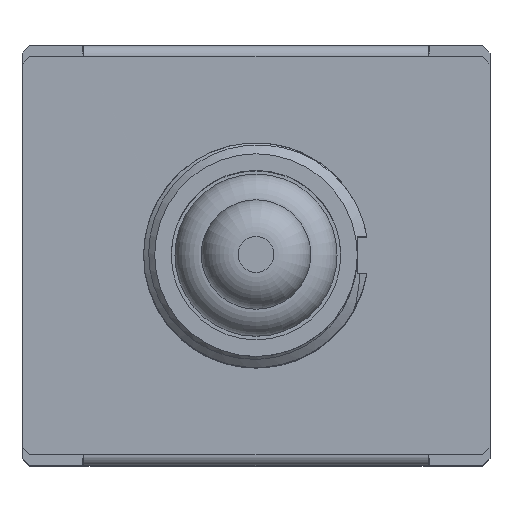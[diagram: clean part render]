
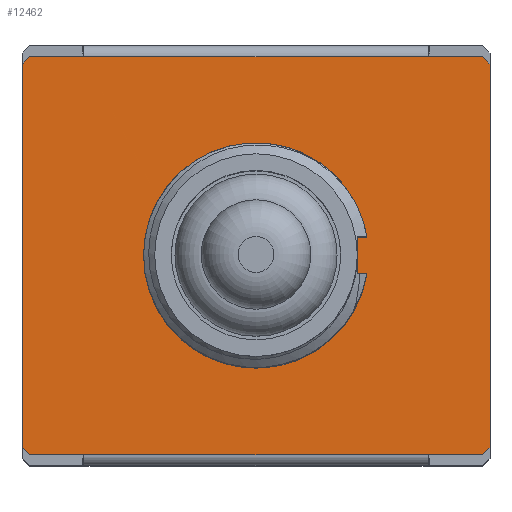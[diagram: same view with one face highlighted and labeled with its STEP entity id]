
A CAD part, top view. The second image highlights one B-rep face of the part: STEP entity #12462.
In plain terms, the highlighted planar face has unit normal (0, 0, 1).
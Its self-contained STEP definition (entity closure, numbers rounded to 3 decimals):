
#538=B_SPLINE_CURVE_WITH_KNOTS('',3,(#19881,#19882,#19883,#19884),
 .UNSPECIFIED.,.F.,.F.,(4,4),(0.,1.),.UNSPECIFIED.);
#830=PLANE('',#13097);
#1326=LINE('',#16615,#2029);
#1329=LINE('',#16627,#2032);
#1331=LINE('',#16631,#2034);
#1336=LINE('',#16694,#2039);
#1340=LINE('',#16703,#2043);
#1344=LINE('',#16712,#2047);
#1348=LINE('',#16721,#2051);
#1528=LINE('',#19846,#2231);
#1541=LINE('',#19870,#2244);
#1542=LINE('',#19872,#2245);
#1544=LINE('',#19875,#2247);
#1545=LINE('',#19876,#2248);
#1546=LINE('',#19877,#2249);
#1547=LINE('',#19878,#2250);
#1548=LINE('',#19879,#2251);
#2029=VECTOR('',#14178,1000.);
#2032=VECTOR('',#14183,1000.);
#2034=VECTOR('',#14187,1000.);
#2039=VECTOR('',#14200,1000.);
#2043=VECTOR('',#14206,1000.);
#2047=VECTOR('',#14212,1000.);
#2051=VECTOR('',#14218,1000.);
#2231=VECTOR('',#14780,1000.);
#2244=VECTOR('',#14803,1000.);
#2245=VECTOR('',#14806,1000.);
#2247=VECTOR('',#14810,1000.);
#2248=VECTOR('',#14811,1000.);
#2249=VECTOR('',#14812,1000.);
#2250=VECTOR('',#14813,1000.);
#2251=VECTOR('',#14814,1000.);
#4178=ORIENTED_EDGE('',*,*,#6081,.F.);
#4179=ORIENTED_EDGE('',*,*,#5563,.F.);
#4180=ORIENTED_EDGE('',*,*,#6079,.F.);
#4181=ORIENTED_EDGE('',*,*,#6064,.F.);
#4182=ORIENTED_EDGE('',*,*,#6078,.F.);
#4183=ORIENTED_EDGE('',*,*,#5555,.F.);
#4184=ORIENTED_EDGE('',*,*,#6082,.F.);
#4185=ORIENTED_EDGE('',*,*,#5551,.F.);
#4186=ORIENTED_EDGE('',*,*,#6083,.F.);
#4187=ORIENTED_EDGE('',*,*,#6084,.T.);
#4188=ORIENTED_EDGE('',*,*,#6085,.F.);
#4189=ORIENTED_EDGE('',*,*,#5559,.F.);
#4190=ORIENTED_EDGE('',*,*,#6086,.T.);
#4191=ORIENTED_EDGE('',*,*,#5529,.F.);
#4192=ORIENTED_EDGE('',*,*,#5535,.T.);
#4193=ORIENTED_EDGE('',*,*,#5533,.T.);
#4194=ORIENTED_EDGE('',*,*,#6061,.T.);
#4195=ORIENTED_EDGE('',*,*,#6087,.T.);
#5529=EDGE_CURVE('',#6643,#6644,#1326,.T.);
#5533=EDGE_CURVE('',#6648,#6647,#1329,.T.);
#5535=EDGE_CURVE('',#6643,#6648,#1331,.T.);
#5551=EDGE_CURVE('',#6659,#6660,#1336,.T.);
#5555=EDGE_CURVE('',#6663,#6664,#1340,.T.);
#5559=EDGE_CURVE('',#6667,#6668,#1344,.T.);
#5563=EDGE_CURVE('',#6671,#6672,#1348,.T.);
#6061=EDGE_CURVE('',#6647,#7025,#7171,.T.);
#6064=EDGE_CURVE('',#7028,#7029,#1528,.T.);
#6078=EDGE_CURVE('',#6664,#7028,#1541,.T.);
#6079=EDGE_CURVE('',#7029,#6671,#1542,.T.);
#6081=EDGE_CURVE('',#6672,#6667,#1544,.T.);
#6082=EDGE_CURVE('',#6660,#6663,#1545,.T.);
#6083=EDGE_CURVE('',#6522,#6659,#1546,.T.);
#6084=EDGE_CURVE('',#6522,#6513,#1547,.T.);
#6085=EDGE_CURVE('',#6668,#6513,#1548,.T.);
#6086=EDGE_CURVE('',#7021,#6644,#7175,.T.);
#6087=EDGE_CURVE('',#7025,#7021,#538,.T.);
#6513=VERTEX_POINT('',#15960);
#6522=VERTEX_POINT('',#15979);
#6643=VERTEX_POINT('',#16614);
#6644=VERTEX_POINT('',#16616);
#6647=VERTEX_POINT('',#16626);
#6648=VERTEX_POINT('',#16628);
#6659=VERTEX_POINT('',#16695);
#6660=VERTEX_POINT('',#16696);
#6663=VERTEX_POINT('',#16704);
#6664=VERTEX_POINT('',#16705);
#6667=VERTEX_POINT('',#16713);
#6668=VERTEX_POINT('',#16714);
#6671=VERTEX_POINT('',#16722);
#6672=VERTEX_POINT('',#16723);
#7021=VERTEX_POINT('',#19073);
#7025=VERTEX_POINT('',#19837);
#7028=VERTEX_POINT('',#19845);
#7029=VERTEX_POINT('',#19847);
#7171=CIRCLE('',#13086,3.05);
#7175=CIRCLE('',#13098,3.05);
#7621=EDGE_LOOP('',(#4178,#4179,#4180,#4181,#4182,#4183,#4184,#4185,#4186,
#4187,#4188,#4189));
#7622=EDGE_LOOP('',(#4190,#4191,#4192,#4193,#4194,#4195));
#8203=FACE_BOUND('',#7621,.T.);
#8204=FACE_BOUND('',#7622,.T.);
#12462=ADVANCED_FACE('',(#8203,#8204),#830,.F.);
#13086=AXIS2_PLACEMENT_3D('',#19838,#14770,#14771);
#13097=AXIS2_PLACEMENT_3D('',#19874,#14808,#14809);
#13098=AXIS2_PLACEMENT_3D('',#19880,#14815,#14816);
#14178=DIRECTION('',(1.,0.,0.));
#14183=DIRECTION('',(1.,0.,0.));
#14187=DIRECTION('',(0.,-1.,0.));
#14200=DIRECTION('',(-0.707,0.707,0.));
#14206=DIRECTION('',(0.707,0.707,0.));
#14212=DIRECTION('',(-0.707,-0.707,0.));
#14218=DIRECTION('',(0.707,-0.707,0.));
#14770=DIRECTION('',(0.,0.,-1.));
#14771=DIRECTION('',(1.,0.,0.));
#14780=DIRECTION('',(1.,0.,0.));
#14803=DIRECTION('',(1.,0.,0.));
#14806=DIRECTION('',(1.,0.,0.));
#14808=DIRECTION('',(0.,0.,-1.));
#14809=DIRECTION('',(-1.,0.,0.));
#14810=DIRECTION('',(0.,-1.,0.));
#14811=DIRECTION('',(0.,1.,0.));
#14812=DIRECTION('',(-1.,0.,0.));
#14813=DIRECTION('',(1.,0.,0.));
#14814=DIRECTION('',(-1.,0.,0.));
#14815=DIRECTION('',(0.,0.,-1.));
#14816=DIRECTION('',(1.,0.,0.));
#15960=CARTESIAN_POINT('',(4.675,-5.4,4.7));
#15979=CARTESIAN_POINT('',(-4.675,-5.4,4.7));
#16614=CARTESIAN_POINT('',(2.75,0.5,4.7));
#16615=CARTESIAN_POINT('',(2.75,0.5,4.7));
#16616=CARTESIAN_POINT('',(3.009,0.5,4.7));
#16626=CARTESIAN_POINT('',(3.009,-0.5,4.7));
#16627=CARTESIAN_POINT('',(2.75,-0.5,4.7));
#16628=CARTESIAN_POINT('',(2.75,-0.5,4.7));
#16631=CARTESIAN_POINT('',(2.75,0.5,4.7));
#16694=CARTESIAN_POINT('',(-6.15,-5.4,4.7));
#16695=CARTESIAN_POINT('',(-6.15,-5.4,4.7));
#16696=CARTESIAN_POINT('',(-6.35,-5.2,4.7));
#16703=CARTESIAN_POINT('',(-6.35,5.2,4.7));
#16704=CARTESIAN_POINT('',(-6.35,5.2,4.7));
#16705=CARTESIAN_POINT('',(-6.15,5.4,4.7));
#16712=CARTESIAN_POINT('',(6.35,-5.2,4.7));
#16713=CARTESIAN_POINT('',(6.35,-5.2,4.7));
#16714=CARTESIAN_POINT('',(6.15,-5.4,4.7));
#16721=CARTESIAN_POINT('',(6.15,5.4,4.7));
#16722=CARTESIAN_POINT('',(6.15,5.4,4.7));
#16723=CARTESIAN_POINT('',(6.35,5.2,4.7));
#19073=CARTESIAN_POINT('',(-2.641,1.525,4.7));
#19837=CARTESIAN_POINT('',(-2.646,1.517,4.7));
#19838=CARTESIAN_POINT('',(0.,0.,4.7));
#19845=CARTESIAN_POINT('',(-4.675,5.4,4.7));
#19846=CARTESIAN_POINT('',(-6.35,5.4,4.7));
#19847=CARTESIAN_POINT('',(4.675,5.4,4.7));
#19870=CARTESIAN_POINT('',(-6.35,5.4,4.7));
#19872=CARTESIAN_POINT('',(-6.35,5.4,4.7));
#19874=CARTESIAN_POINT('',(0.,0.,4.7));
#19875=CARTESIAN_POINT('',(6.35,5.4,4.7));
#19876=CARTESIAN_POINT('',(-6.35,-5.4,4.7));
#19877=CARTESIAN_POINT('',(6.35,-5.4,4.7));
#19878=CARTESIAN_POINT('',(-4.675,-5.4,4.7));
#19879=CARTESIAN_POINT('',(6.35,-5.4,4.7));
#19880=CARTESIAN_POINT('',(0.,0.,4.7));
#19881=CARTESIAN_POINT('',(-2.646,1.517,4.7));
#19882=CARTESIAN_POINT('',(-2.644,1.52,4.7));
#19883=CARTESIAN_POINT('',(-2.643,1.522,4.7));
#19884=CARTESIAN_POINT('',(-2.641,1.525,4.7));
